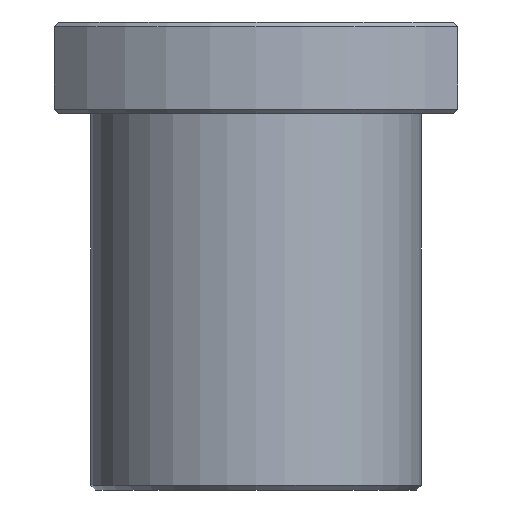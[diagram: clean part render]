
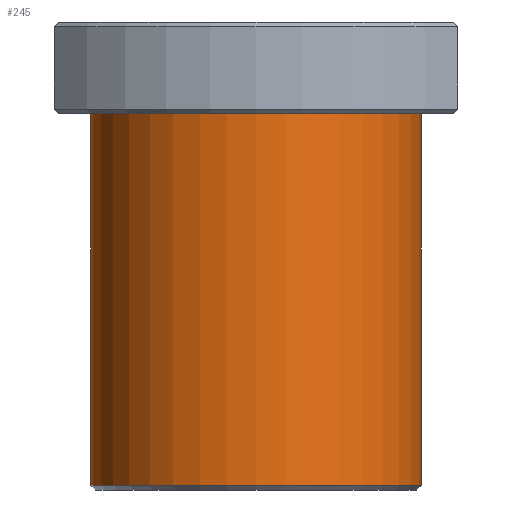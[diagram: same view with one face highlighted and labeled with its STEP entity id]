
A CAD part, front view. The second image highlights one B-rep face of the part: STEP entity #245.
In plain terms, the highlighted cylindrical face has radius 18 mm (diameter 36 mm), a full revolution.
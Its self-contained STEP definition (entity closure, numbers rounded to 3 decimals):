
#198=CYLINDRICAL_SURFACE('',#2452,18.);
#209=CIRCLE('',#2450,18.);
#210=CIRCLE('',#2451,18.);
#245=ADVANCED_FACE('',(#490,#491),#198,.T.);
#490=FACE_BOUND('',#577,.T.);
#491=FACE_BOUND('',#578,.T.);
#577=EDGE_LOOP('',(#990));
#578=EDGE_LOOP('',(#991));
#990=ORIENTED_EDGE('',*,*,#1854,.T.);
#991=ORIENTED_EDGE('',*,*,#1855,.T.);
#1632=VERTEX_POINT('',#3517);
#1633=VERTEX_POINT('',#3519);
#1854=EDGE_CURVE('',#1632,#1632,#209,.T.);
#1855=EDGE_CURVE('',#1633,#1633,#210,.T.);
#2450=AXIS2_PLACEMENT_3D('',#3516,#2659,#2660);
#2451=AXIS2_PLACEMENT_3D('',#3518,#2661,#2662);
#2452=AXIS2_PLACEMENT_3D('',#3520,#2663,#2664);
#2659=DIRECTION('',(0.,0.,1.));
#2660=DIRECTION('',(1.,0.,0.));
#2661=DIRECTION('',(0.,0.,-1.));
#2662=DIRECTION('',(1.,0.,0.));
#2663=DIRECTION('',(0.,0.,-1.));
#2664=DIRECTION('',(1.,0.,0.));
#3516=CARTESIAN_POINT('',(0.,0.,-50.5));
#3517=CARTESIAN_POINT('',(18.,0.,-50.5));
#3518=CARTESIAN_POINT('',(0.,0.,-10.));
#3519=CARTESIAN_POINT('',(18.,0.,-10.));
#3520=CARTESIAN_POINT('',(0.,0.,0.));
